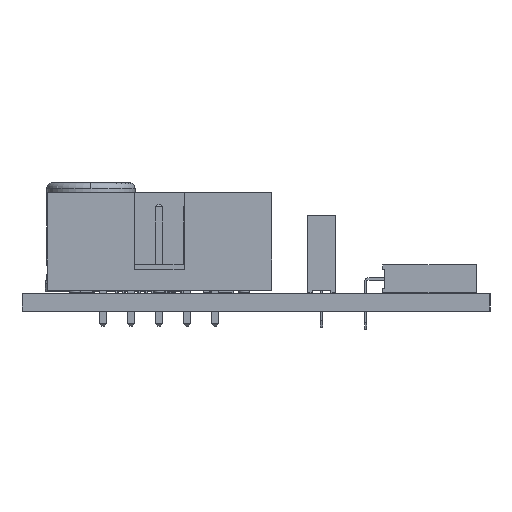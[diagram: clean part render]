
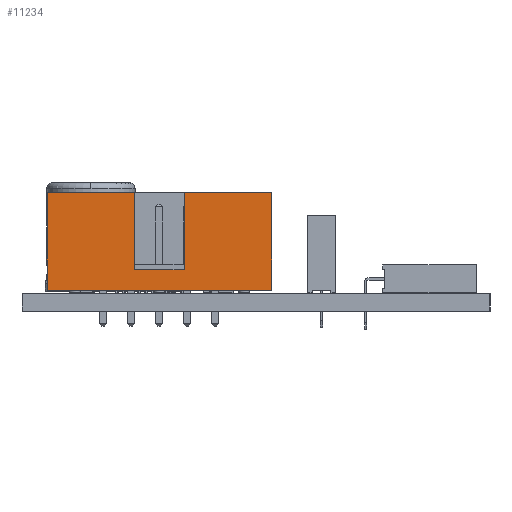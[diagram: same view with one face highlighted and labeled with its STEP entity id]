
A CAD part, left-side view. The second image highlights one B-rep face of the part: STEP entity #11234.
In plain terms, the highlighted planar face has unit normal (-1, 0, 0).
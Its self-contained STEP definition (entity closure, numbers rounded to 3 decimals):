
#11234 = ADVANCED_FACE('',(#11235),#11301,.T.);
#11235 = FACE_BOUND('',#11236,.T.);
#11236 = EDGE_LOOP('',(#11237,#11247,#11255,#11263,#11271,#11279,#11287,
    #11295));
#11237 = ORIENTED_EDGE('',*,*,#11238,.F.);
#11238 = EDGE_CURVE('',#11239,#11241,#11243,.T.);
#11239 = VERTEX_POINT('',#11240);
#11240 = CARTESIAN_POINT('',(-3.155,5.1,0.25));
#11241 = VERTEX_POINT('',#11242);
#11242 = CARTESIAN_POINT('',(-3.155,5.1,9.1));
#11243 = LINE('',#11244,#11245);
#11244 = CARTESIAN_POINT('',(-3.155,5.1,0.25));
#11245 = VECTOR('',#11246,1.);
#11246 = DIRECTION('',(0.,0.,1.));
#11247 = ORIENTED_EDGE('',*,*,#11248,.T.);
#11248 = EDGE_CURVE('',#11239,#11249,#11251,.T.);
#11249 = VERTEX_POINT('',#11250);
#11250 = CARTESIAN_POINT('',(-3.155,-15.26,0.25));
#11251 = LINE('',#11252,#11253);
#11252 = CARTESIAN_POINT('',(-3.155,5.1,0.25));
#11253 = VECTOR('',#11254,1.);
#11254 = DIRECTION('',(0.,-1.,0.));
#11255 = ORIENTED_EDGE('',*,*,#11256,.T.);
#11256 = EDGE_CURVE('',#11249,#11257,#11259,.T.);
#11257 = VERTEX_POINT('',#11258);
#11258 = CARTESIAN_POINT('',(-3.155,-15.26,9.1));
#11259 = LINE('',#11260,#11261);
#11260 = CARTESIAN_POINT('',(-3.155,-15.26,2.6));
#11261 = VECTOR('',#11262,1.);
#11262 = DIRECTION('',(0.,0.,1.));
#11263 = ORIENTED_EDGE('',*,*,#11264,.F.);
#11264 = EDGE_CURVE('',#11265,#11257,#11267,.T.);
#11265 = VERTEX_POINT('',#11266);
#11266 = CARTESIAN_POINT('',(-3.155,-7.33,9.1));
#11267 = LINE('',#11268,#11269);
#11268 = CARTESIAN_POINT('',(-3.155,5.1,9.1));
#11269 = VECTOR('',#11270,1.);
#11270 = DIRECTION('',(0.,-1.,0.));
#11271 = ORIENTED_EDGE('',*,*,#11272,.T.);
#11272 = EDGE_CURVE('',#11265,#11273,#11275,.T.);
#11273 = VERTEX_POINT('',#11274);
#11274 = CARTESIAN_POINT('',(-3.155,-7.33,2.1));
#11275 = LINE('',#11276,#11277);
#11276 = CARTESIAN_POINT('',(-3.155,-7.33,3.388));
#11277 = VECTOR('',#11278,1.);
#11278 = DIRECTION('',(0.,0.,-1.));
#11279 = ORIENTED_EDGE('',*,*,#11280,.T.);
#11280 = EDGE_CURVE('',#11273,#11281,#11283,.T.);
#11281 = VERTEX_POINT('',#11282);
#11282 = CARTESIAN_POINT('',(-3.155,-2.83,2.1));
#11283 = LINE('',#11284,#11285);
#11284 = CARTESIAN_POINT('',(-3.155,-5.08,2.1));
#11285 = VECTOR('',#11286,1.);
#11286 = DIRECTION('',(0.,1.,0.));
#11287 = ORIENTED_EDGE('',*,*,#11288,.T.);
#11288 = EDGE_CURVE('',#11281,#11289,#11291,.T.);
#11289 = VERTEX_POINT('',#11290);
#11290 = CARTESIAN_POINT('',(-3.155,-2.83,9.1));
#11291 = LINE('',#11292,#11293);
#11292 = CARTESIAN_POINT('',(-3.155,-2.83,3.388));
#11293 = VECTOR('',#11294,1.);
#11294 = DIRECTION('',(0.,0.,1.));
#11295 = ORIENTED_EDGE('',*,*,#11296,.F.);
#11296 = EDGE_CURVE('',#11241,#11289,#11297,.T.);
#11297 = LINE('',#11298,#11299);
#11298 = CARTESIAN_POINT('',(-3.155,5.1,9.1));
#11299 = VECTOR('',#11300,1.);
#11300 = DIRECTION('',(0.,-1.,0.));
#11301 = PLANE('',#11302);
#11302 = AXIS2_PLACEMENT_3D('',#11303,#11304,#11305);
#11303 = CARTESIAN_POINT('',(-3.155,-5.08,4.675));
#11304 = DIRECTION('',(-1.,-0.,0.));
#11305 = DIRECTION('',(0.,0.,-1.));
